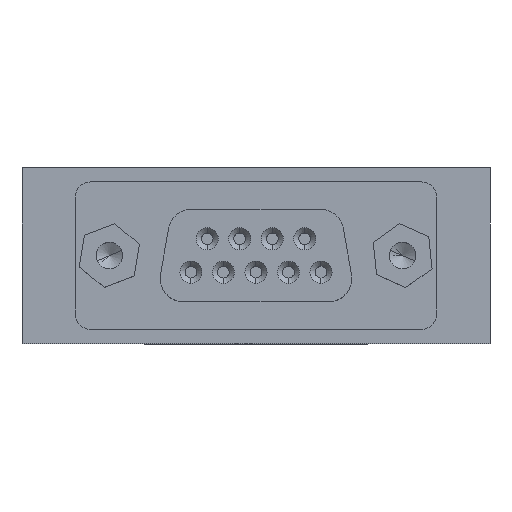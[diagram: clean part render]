
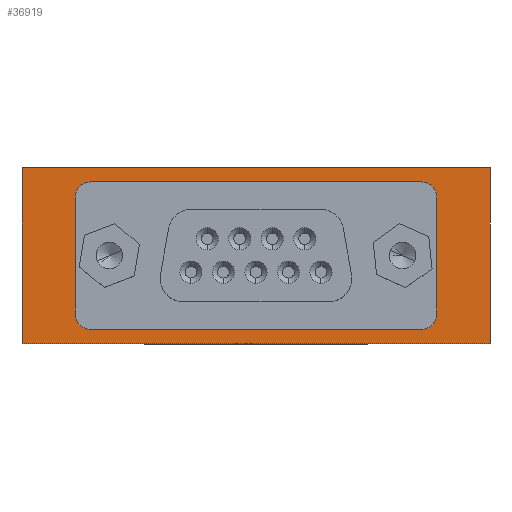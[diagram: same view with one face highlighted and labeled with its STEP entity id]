
A CAD part, top view. The second image highlights one B-rep face of the part: STEP entity #36919.
In plain terms, the highlighted planar face has unit normal (0, 0, 1).
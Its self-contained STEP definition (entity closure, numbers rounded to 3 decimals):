
#3 = DIRECTION ( 'NONE',  ( 1., 0., 0. ) ) ;
#837 = AXIS2_PLACEMENT_3D ( 'NONE', #29815, #5917, #35687 ) ;
#868 = FACE_BOUND ( 'NONE', #11167, .T. ) ;
#901 = DIRECTION ( 'NONE',  ( -1., 0., 0. ) ) ;
#971 = VERTEX_POINT ( 'NONE', #1762 ) ;
#1139 = AXIS2_PLACEMENT_3D ( 'NONE', #8003, #32321, #38071 ) ;
#1452 = DIRECTION ( 'NONE',  ( 0., -1., 0. ) ) ;
#1762 = CARTESIAN_POINT ( 'NONE',  ( 8.814, 1.524, 17.78 ) ) ;
#2228 = FACE_BOUND ( 'NONE', #25537, .T. ) ;
#2678 = DIRECTION ( 'NONE',  ( 1., 0., 0. ) ) ;
#2750 = EDGE_CURVE ( 'NONE', #34390, #19241, #25147, .T. ) ;
#3053 = DIRECTION ( 'NONE',  ( 0., 0., 1. ) ) ;
#3335 = VECTOR ( 'NONE', #5071, 1000. ) ;
#3340 = AXIS2_PLACEMENT_3D ( 'NONE', #20869, #23923, #38914 ) ;
#3519 = CIRCLE ( 'NONE', #20778, 0.965 ) ;
#3694 = CARTESIAN_POINT ( 'NONE',  ( 9.779, 12.497, 17.78 ) ) ;
#4343 = DIRECTION ( 'NONE',  ( 0., 0., 1. ) ) ;
#4884 = CARTESIAN_POINT ( 'NONE',  ( 9.779, 2.489, 17.78 ) ) ;
#5056 = FACE_OUTER_BOUND ( 'NONE', #33274, .T. ) ;
#5071 = DIRECTION ( 'NONE',  ( 0., -1., 0. ) ) ;
#5323 = CARTESIAN_POINT ( 'NONE',  ( 19.939, 14.986, 17.78 ) ) ;
#5393 = CARTESIAN_POINT ( 'NONE',  ( -8.814, 1.524, 17.78 ) ) ;
#5453 = LINE ( 'NONE', #26465, #36703 ) ;
#5551 = EDGE_CURVE ( 'NONE', #29223, #38675, #38066, .T. ) ;
#5666 = DIRECTION ( 'NONE',  ( 0., -1., 0. ) ) ;
#5900 = EDGE_LOOP ( 'NONE', ( #27740, #11681 ) ) ;
#5917 = DIRECTION ( 'NONE',  ( 0., 0., -1. ) ) ;
#6177 = EDGE_CURVE ( 'NONE', #23175, #19064, #22412, .T. ) ;
#6510 = CARTESIAN_POINT ( 'NONE',  ( -11.366, 7.493, 17.78 ) ) ;
#7205 = DIRECTION ( 'NONE',  ( 0., 0., 1. ) ) ;
#7250 = CARTESIAN_POINT ( 'NONE',  ( -19.939, 14.986, 17.78 ) ) ;
#7486 = LINE ( 'NONE', #7914, #10828 ) ;
#7914 = CARTESIAN_POINT ( 'NONE',  ( -9.779, 1.524, 17.78 ) ) ;
#8003 = CARTESIAN_POINT ( 'NONE',  ( 8.814, 2.489, 17.78 ) ) ;
#8830 = AXIS2_PLACEMENT_3D ( 'NONE', #13440, #4343, #25075 ) ;
#8997 = ORIENTED_EDGE ( 'NONE', *, *, #38559, .F. ) ;
#9032 = CARTESIAN_POINT ( 'NONE',  ( 19.939, 0., 17.78 ) ) ;
#9426 = LINE ( 'NONE', #38936, #21747 ) ;
#9871 = EDGE_CURVE ( 'NONE', #27937, #29147, #26252, .T. ) ;
#10075 = CARTESIAN_POINT ( 'NONE',  ( -8.814, 12.497, 17.78 ) ) ;
#10244 = CARTESIAN_POINT ( 'NONE',  ( -9.779, 12.497, 17.78 ) ) ;
#10828 = VECTOR ( 'NONE', #5666, 1000. ) ;
#11167 = EDGE_LOOP ( 'NONE', ( #16835, #35270 ) ) ;
#11213 = AXIS2_PLACEMENT_3D ( 'NONE', #37665, #7205, #34727 ) ;
#11239 = CARTESIAN_POINT ( 'NONE',  ( 9.779, 1.524, 17.78 ) ) ;
#11653 = VERTEX_POINT ( 'NONE', #21639 ) ;
#11681 = ORIENTED_EDGE ( 'NONE', *, *, #9871, .F. ) ;
#11757 = CARTESIAN_POINT ( 'NONE',  ( 12.497, 7.493, 17.78 ) ) ;
#11786 = ORIENTED_EDGE ( 'NONE', *, *, #2750, .F. ) ;
#11961 = CARTESIAN_POINT ( 'NONE',  ( -13.627, 7.493, 17.78 ) ) ;
#12106 = FACE_BOUND ( 'NONE', #5900, .T. ) ;
#13440 = CARTESIAN_POINT ( 'NONE',  ( 12.497, 7.493, 17.78 ) ) ;
#14776 = ORIENTED_EDGE ( 'NONE', *, *, #6177, .T. ) ;
#14798 = ORIENTED_EDGE ( 'NONE', *, *, #38915, .T. ) ;
#14969 = DIRECTION ( 'NONE',  ( -1., 0., 0. ) ) ;
#14993 = CARTESIAN_POINT ( 'NONE',  ( 19.939, 0., 17.78 ) ) ;
#15394 = PLANE ( 'NONE',  #19703 ) ;
#16067 = EDGE_CURVE ( 'NONE', #16241, #35264, #25466, .T. ) ;
#16241 = VERTEX_POINT ( 'NONE', #33738 ) ;
#16322 = DIRECTION ( 'NONE',  ( 0., 0., -1. ) ) ;
#16835 = ORIENTED_EDGE ( 'NONE', *, *, #19721, .F. ) ;
#17513 = ORIENTED_EDGE ( 'NONE', *, *, #26960, .T. ) ;
#17762 = ORIENTED_EDGE ( 'NONE', *, *, #31904, .T. ) ;
#18086 = ORIENTED_EDGE ( 'NONE', *, *, #31353, .T. ) ;
#18567 = VECTOR ( 'NONE', #1452, 1000. ) ;
#18886 = DIRECTION ( 'NONE',  ( 0., 0., -1. ) ) ;
#19012 = ORIENTED_EDGE ( 'NONE', *, *, #19992, .T. ) ;
#19064 = VERTEX_POINT ( 'NONE', #34915 ) ;
#19241 = VERTEX_POINT ( 'NONE', #3694 ) ;
#19397 = ORIENTED_EDGE ( 'NONE', *, *, #30749, .F. ) ;
#19703 = AXIS2_PLACEMENT_3D ( 'NONE', #26962, #33240, #21077 ) ;
#19721 = EDGE_CURVE ( 'NONE', #38675, #29223, #35603, .T. ) ;
#19992 = EDGE_CURVE ( 'NONE', #19064, #23618, #25511, .T. ) ;
#20602 = EDGE_CURVE ( 'NONE', #37977, #11653, #7486, .T. ) ;
#20778 = AXIS2_PLACEMENT_3D ( 'NONE', #30915, #18886, #901 ) ;
#20815 = ORIENTED_EDGE ( 'NONE', *, *, #16067, .F. ) ;
#20869 = CARTESIAN_POINT ( 'NONE',  ( -12.497, 7.493, 17.78 ) ) ;
#21077 = DIRECTION ( 'NONE',  ( -1., 0., 0. ) ) ;
#21639 = CARTESIAN_POINT ( 'NONE',  ( -9.779, 2.489, 17.78 ) ) ;
#21746 = CARTESIAN_POINT ( 'NONE',  ( -8.814, 13.462, 17.78 ) ) ;
#21747 = VECTOR ( 'NONE', #2678, 1000. ) ;
#22412 = LINE ( 'NONE', #38179, #18567 ) ;
#22747 = VERTEX_POINT ( 'NONE', #35507 ) ;
#23049 = ORIENTED_EDGE ( 'NONE', *, *, #20602, .F. ) ;
#23175 = VERTEX_POINT ( 'NONE', #7250 ) ;
#23302 = DIRECTION ( 'NONE',  ( 0., 1., 0. ) ) ;
#23618 = VERTEX_POINT ( 'NONE', #9032 ) ;
#23923 = DIRECTION ( 'NONE',  ( 0., 0., 1. ) ) ;
#23941 = DIRECTION ( 'NONE',  ( 1., 0., 0. ) ) ;
#23989 = EDGE_CURVE ( 'NONE', #22747, #23618, #25994, .T. ) ;
#24082 = AXIS2_PLACEMENT_3D ( 'NONE', #10075, #16322, #28035 ) ;
#24893 = CIRCLE ( 'NONE', #28584, 1.13 ) ;
#25075 = DIRECTION ( 'NONE',  ( 1., 0., 0. ) ) ;
#25147 = LINE ( 'NONE', #11239, #26515 ) ;
#25466 = LINE ( 'NONE', #39092, #26390 ) ;
#25511 = LINE ( 'NONE', #14993, #37854 ) ;
#25537 = EDGE_LOOP ( 'NONE', ( #19397, #17513, #23049, #14798, #20815, #18086, #11786, #17762 ) ) ;
#25994 = LINE ( 'NONE', #5323, #3335 ) ;
#26252 = CIRCLE ( 'NONE', #8830, 1.13 ) ;
#26390 = VECTOR ( 'NONE', #14969, 1000. ) ;
#26465 = CARTESIAN_POINT ( 'NONE',  ( 19.939, 14.986, 17.78 ) ) ;
#26515 = VECTOR ( 'NONE', #23302, 1000. ) ;
#26706 = DIRECTION ( 'NONE',  ( 1., 0., 0. ) ) ;
#26960 = EDGE_CURVE ( 'NONE', #36370, #11653, #3519, .T. ) ;
#26962 = CARTESIAN_POINT ( 'NONE',  ( 19.939, 14.986, 17.78 ) ) ;
#27740 = ORIENTED_EDGE ( 'NONE', *, *, #37246, .F. ) ;
#27937 = VERTEX_POINT ( 'NONE', #30255 ) ;
#28035 = DIRECTION ( 'NONE',  ( -1., 0., 0. ) ) ;
#28087 = CIRCLE ( 'NONE', #24082, 0.965 ) ;
#28584 = AXIS2_PLACEMENT_3D ( 'NONE', #11757, #3053, #23941 ) ;
#29147 = VERTEX_POINT ( 'NONE', #36336 ) ;
#29223 = VERTEX_POINT ( 'NONE', #11961 ) ;
#29815 = CARTESIAN_POINT ( 'NONE',  ( 8.814, 12.497, 17.78 ) ) ;
#30091 = ORIENTED_EDGE ( 'NONE', *, *, #23989, .F. ) ;
#30255 = CARTESIAN_POINT ( 'NONE',  ( 11.367, 7.493, 17.78 ) ) ;
#30749 = EDGE_CURVE ( 'NONE', #36370, #971, #9426, .T. ) ;
#30915 = CARTESIAN_POINT ( 'NONE',  ( -8.814, 2.489, 17.78 ) ) ;
#31353 = EDGE_CURVE ( 'NONE', #16241, #19241, #37380, .T. ) ;
#31904 = EDGE_CURVE ( 'NONE', #34390, #971, #36170, .T. ) ;
#32321 = DIRECTION ( 'NONE',  ( 0., 0., -1. ) ) ;
#33240 = DIRECTION ( 'NONE',  ( 0., 0., -1. ) ) ;
#33274 = EDGE_LOOP ( 'NONE', ( #19012, #30091, #8997, #14776 ) ) ;
#33738 = CARTESIAN_POINT ( 'NONE',  ( 8.814, 13.462, 17.78 ) ) ;
#34390 = VERTEX_POINT ( 'NONE', #4884 ) ;
#34727 = DIRECTION ( 'NONE',  ( 1., 0., 0. ) ) ;
#34915 = CARTESIAN_POINT ( 'NONE',  ( -19.939, 0., 17.78 ) ) ;
#35264 = VERTEX_POINT ( 'NONE', #21746 ) ;
#35270 = ORIENTED_EDGE ( 'NONE', *, *, #5551, .F. ) ;
#35507 = CARTESIAN_POINT ( 'NONE',  ( 19.939, 14.986, 17.78 ) ) ;
#35603 = CIRCLE ( 'NONE', #11213, 1.13 ) ;
#35687 = DIRECTION ( 'NONE',  ( -1., 0., 0. ) ) ;
#36170 = CIRCLE ( 'NONE', #1139, 0.965 ) ;
#36336 = CARTESIAN_POINT ( 'NONE',  ( 13.627, 7.493, 17.78 ) ) ;
#36370 = VERTEX_POINT ( 'NONE', #5393 ) ;
#36703 = VECTOR ( 'NONE', #3, 1000. ) ;
#36919 = ADVANCED_FACE ( 'NONE', ( #12106, #868, #2228, #5056 ), #15394, .F. ) ;
#37246 = EDGE_CURVE ( 'NONE', #29147, #27937, #24893, .T. ) ;
#37380 = CIRCLE ( 'NONE', #837, 0.965 ) ;
#37665 = CARTESIAN_POINT ( 'NONE',  ( -12.497, 7.493, 17.78 ) ) ;
#37854 = VECTOR ( 'NONE', #26706, 1000. ) ;
#37977 = VERTEX_POINT ( 'NONE', #10244 ) ;
#38066 = CIRCLE ( 'NONE', #3340, 1.13 ) ;
#38071 = DIRECTION ( 'NONE',  ( -1., 0., 0. ) ) ;
#38179 = CARTESIAN_POINT ( 'NONE',  ( -19.939, 14.986, 17.78 ) ) ;
#38559 = EDGE_CURVE ( 'NONE', #23175, #22747, #5453, .T. ) ;
#38675 = VERTEX_POINT ( 'NONE', #6510 ) ;
#38915 = EDGE_CURVE ( 'NONE', #37977, #35264, #28087, .T. ) ;
#38914 = DIRECTION ( 'NONE',  ( 1., 0., 0. ) ) ;
#38936 = CARTESIAN_POINT ( 'NONE',  ( -9.779, 1.524, 17.78 ) ) ;
#39092 = CARTESIAN_POINT ( 'NONE',  ( -9.779, 13.462, 17.78 ) ) ;
